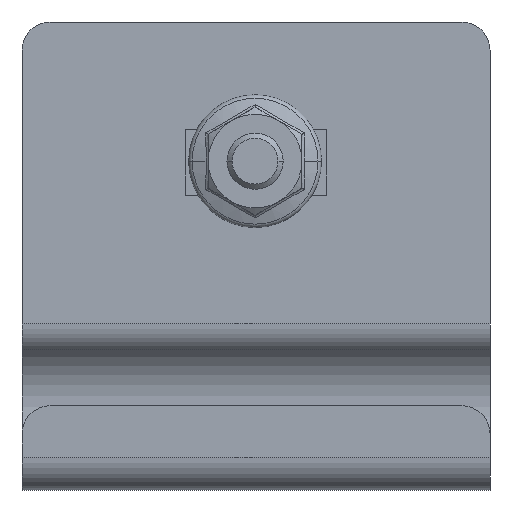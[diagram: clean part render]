
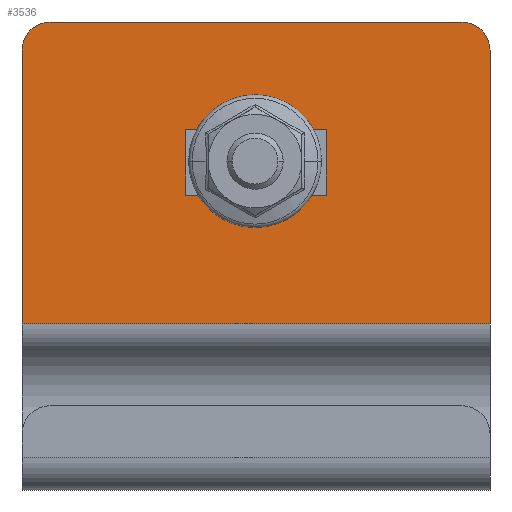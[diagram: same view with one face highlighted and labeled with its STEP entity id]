
A CAD part, front view. The second image highlights one B-rep face of the part: STEP entity #3536.
In plain terms, the highlighted face is planar.
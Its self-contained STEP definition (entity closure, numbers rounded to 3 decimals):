
#3129=DIRECTION('',(0.,1.,0.));
#3130=VECTOR('',#3129,44.);
#3131=CARTESIAN_POINT('',(50.,-22.,10.487));
#3132=LINE('',#3131,#3130);
#3137=DIRECTION('',(-1.,0.,0.));
#3138=VECTOR('',#3137,29.254);
#3139=CARTESIAN_POINT('',(47.,-25.,10.487));
#3140=LINE('',#3139,#3138);
#3141=CARTESIAN_POINT('',(47.,-22.,10.487));
#3142=DIRECTION('',(0.,0.,-1.));
#3143=DIRECTION('',(1.,0.,0.));
#3144=AXIS2_PLACEMENT_3D('',#3141,#3142,#3143);
#3146=CARTESIAN_POINT('',(47.,22.,10.487));
#3147=DIRECTION('',(0.,0.,-1.));
#3148=DIRECTION('',(0.,1.,0.));
#3149=AXIS2_PLACEMENT_3D('',#3146,#3147,#3148);
#3151=DIRECTION('',(1.,0.,0.));
#3152=VECTOR('',#3151,29.254);
#3153=CARTESIAN_POINT('',(17.746,25.,10.487));
#3154=LINE('',#3153,#3152);
#3155=DIRECTION('',(0.,1.,0.));
#3156=VECTOR('',#3155,50.);
#3157=CARTESIAN_POINT('',(17.746,-25.,10.487));
#3158=LINE('',#3157,#3156);
#3159=DIRECTION('',(0.,-1.,0.));
#3160=VECTOR('',#3159,15.);
#3161=CARTESIAN_POINT('',(31.5,7.5,10.487));
#3162=LINE('',#3161,#3160);
#3163=DIRECTION('',(-1.,0.,0.));
#3164=VECTOR('',#3163,7.);
#3165=CARTESIAN_POINT('',(38.5,7.5,10.487));
#3166=LINE('',#3165,#3164);
#3167=DIRECTION('',(0.,1.,0.));
#3168=VECTOR('',#3167,15.);
#3169=CARTESIAN_POINT('',(38.5,-7.5,10.487));
#3170=LINE('',#3169,#3168);
#3171=DIRECTION('',(1.,0.,0.));
#3172=VECTOR('',#3171,7.);
#3173=CARTESIAN_POINT('',(31.5,-7.5,10.487));
#3174=LINE('',#3173,#3172);
#3415=CARTESIAN_POINT('',(17.746,25.,10.487));
#3416=VERTEX_POINT('',#3415);
#3417=CARTESIAN_POINT('',(17.746,-25.,10.487));
#3418=VERTEX_POINT('',#3417);
#3419=CARTESIAN_POINT('',(47.,25.,10.487));
#3420=VERTEX_POINT('',#3419);
#3421=CARTESIAN_POINT('',(47.,-25.,10.487));
#3422=VERTEX_POINT('',#3421);
#3431=CARTESIAN_POINT('',(31.5,-7.5,10.487));
#3432=CARTESIAN_POINT('',(38.5,-7.5,10.487));
#3433=VERTEX_POINT('',#3431);
#3434=VERTEX_POINT('',#3432);
#3435=CARTESIAN_POINT('',(38.5,7.5,10.487));
#3436=VERTEX_POINT('',#3435);
#3437=CARTESIAN_POINT('',(31.5,7.5,10.487));
#3438=VERTEX_POINT('',#3437);
#3459=CARTESIAN_POINT('',(50.,-22.,10.487));
#3460=CARTESIAN_POINT('',(50.,22.,10.487));
#3461=VERTEX_POINT('',#3459);
#3462=VERTEX_POINT('',#3460);
#3508=CARTESIAN_POINT('',(33.873,0.,10.487));
#3509=DIRECTION('',(0.,0.,1.));
#3510=DIRECTION('',(1.,0.,0.));
#3511=AXIS2_PLACEMENT_3D('',#3508,#3509,#3510);
#3512=PLANE('',#3511);
#3514=ORIENTED_EDGE('',*,*,#3513,.F.);
#3516=ORIENTED_EDGE('',*,*,#3515,.F.);
#3517=ORIENTED_EDGE('',*,*,#3498,.T.);
#3519=ORIENTED_EDGE('',*,*,#3518,.F.);
#3521=ORIENTED_EDGE('',*,*,#3520,.F.);
#3523=ORIENTED_EDGE('',*,*,#3522,.F.);
#3524=EDGE_LOOP('',(#3514,#3516,#3517,#3519,#3521,#3523));
#3525=FACE_OUTER_BOUND('',#3524,.F.);
#3527=ORIENTED_EDGE('',*,*,#3526,.F.);
#3529=ORIENTED_EDGE('',*,*,#3528,.F.);
#3531=ORIENTED_EDGE('',*,*,#3530,.F.);
#3533=ORIENTED_EDGE('',*,*,#3532,.F.);
#3534=EDGE_LOOP('',(#3527,#3529,#3531,#3533));
#3535=FACE_BOUND('',#3534,.F.);
#3536=ADVANCED_FACE('',(#3525,#3535),#3512,.F.);
#3145=CIRCLE('',#3144,3.);
#3150=CIRCLE('',#3149,3.);
#3498=EDGE_CURVE('',#3461,#3462,#3132,.T.);
#3513=EDGE_CURVE('',#3422,#3418,#3140,.T.);
#3515=EDGE_CURVE('',#3461,#3422,#3145,.T.);
#3518=EDGE_CURVE('',#3420,#3462,#3150,.T.);
#3520=EDGE_CURVE('',#3416,#3420,#3154,.T.);
#3522=EDGE_CURVE('',#3418,#3416,#3158,.T.);
#3526=EDGE_CURVE('',#3438,#3433,#3162,.T.);
#3528=EDGE_CURVE('',#3436,#3438,#3166,.T.);
#3530=EDGE_CURVE('',#3434,#3436,#3170,.T.);
#3532=EDGE_CURVE('',#3433,#3434,#3174,.T.);
